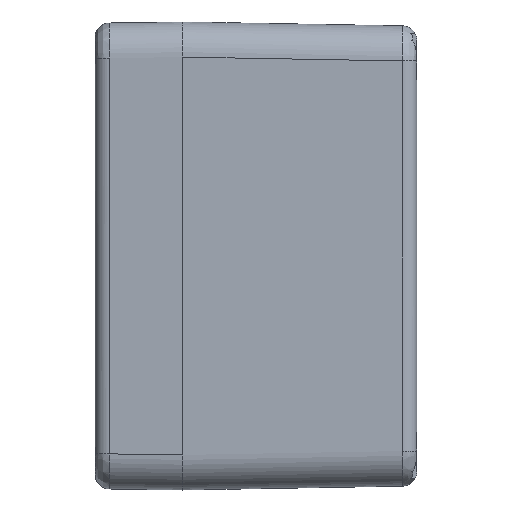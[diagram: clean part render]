
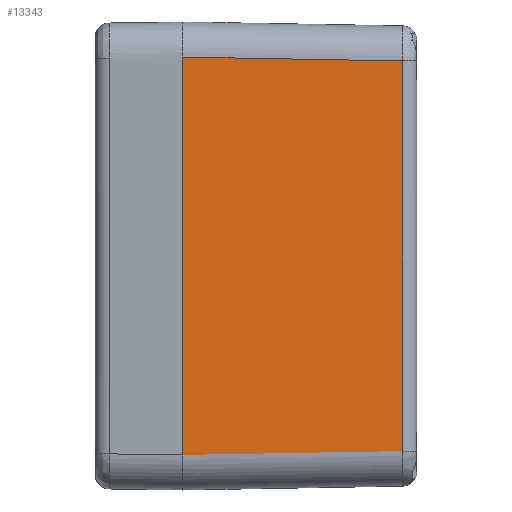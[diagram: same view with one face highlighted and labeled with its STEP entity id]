
A CAD part, left-side view. The second image highlights one B-rep face of the part: STEP entity #13343.
In plain terms, the highlighted planar face has unit normal (-1, -0.018, 0).
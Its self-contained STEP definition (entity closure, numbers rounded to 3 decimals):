
#238 = VECTOR ( 'NONE', #840, 1000. ) ;
#478 = DIRECTION ( 'NONE',  ( -0.017, 1., 0. ) ) ;
#840 = DIRECTION ( 'NONE',  ( 0.017, -1., 0.017 ) ) ;
#1058 = VECTOR ( 'NONE', #1364, 1000. ) ;
#1364 = DIRECTION ( 'NONE',  ( 0.017, -1., -0.017 ) ) ;
#2010 = LINE ( 'NONE', #8452, #16414 ) ;
#3118 = ORIENTED_EDGE ( 'NONE', *, *, #10656, .F. ) ;
#3545 = DIRECTION ( 'NONE',  ( -1., -0.017, 0. ) ) ;
#3869 = EDGE_CURVE ( 'NONE', #10054, #12099, #19146, .T. ) ;
#4451 = VERTEX_POINT ( 'NONE', #11385 ) ;
#4469 = CARTESIAN_POINT ( 'NONE',  ( -40.345, 2.456, 33.346 ) ) ;
#4480 = AXIS2_PLACEMENT_3D ( 'NONE', #8411, #3545, #478 ) ;
#4514 = CARTESIAN_POINT ( 'NONE',  ( -41., 40., 34.001 ) ) ;
#5145 = EDGE_CURVE ( 'NONE', #19482, #4451, #2010, .T. ) ;
#5273 = EDGE_CURVE ( 'NONE', #4451, #12099, #8862, .T. ) ;
#6121 = LINE ( 'NONE', #4514, #1058 ) ;
#7483 = ORIENTED_EDGE ( 'NONE', *, *, #5145, .T. ) ;
#8411 = CARTESIAN_POINT ( 'NONE',  ( -41., 40., -42.512 ) ) ;
#8452 = CARTESIAN_POINT ( 'NONE',  ( -41., 40., 34.001 ) ) ;
#8862 = LINE ( 'NONE', #10664, #238 ) ;
#9245 = DIRECTION ( 'NONE',  ( 0., 0., -1. ) ) ;
#9800 = CARTESIAN_POINT ( 'NONE',  ( -41., 40., 34.001 ) ) ;
#10054 = VERTEX_POINT ( 'NONE', #13249 ) ;
#10656 = EDGE_CURVE ( 'NONE', #19482, #10054, #6121, .T. ) ;
#10664 = CARTESIAN_POINT ( 'NONE',  ( -41., 40., -34.001 ) ) ;
#11385 = CARTESIAN_POINT ( 'NONE',  ( -41., 40., -34.001 ) ) ;
#11583 = FACE_OUTER_BOUND ( 'NONE', #14655, .T. ) ;
#12099 = VERTEX_POINT ( 'NONE', #19088 ) ;
#13249 = CARTESIAN_POINT ( 'NONE',  ( -40.345, 2.456, 33.346 ) ) ;
#13343 = ADVANCED_FACE ( 'NONE', ( #11583 ), #18025, .T. ) ;
#14655 = EDGE_LOOP ( 'NONE', ( #3118, #7483, #14829, #17647 ) ) ;
#14829 = ORIENTED_EDGE ( 'NONE', *, *, #5273, .T. ) ;
#14882 = DIRECTION ( 'NONE',  ( 0., 0., -1. ) ) ;
#16414 = VECTOR ( 'NONE', #14882, 1000. ) ;
#17477 = VECTOR ( 'NONE', #9245, 1000. ) ;
#17647 = ORIENTED_EDGE ( 'NONE', *, *, #3869, .F. ) ;
#18025 = PLANE ( 'NONE',  #4480 ) ;
#19088 = CARTESIAN_POINT ( 'NONE',  ( -40.345, 2.456, -33.345 ) ) ;
#19146 = LINE ( 'NONE', #4469, #17477 ) ;
#19482 = VERTEX_POINT ( 'NONE', #9800 ) ;
